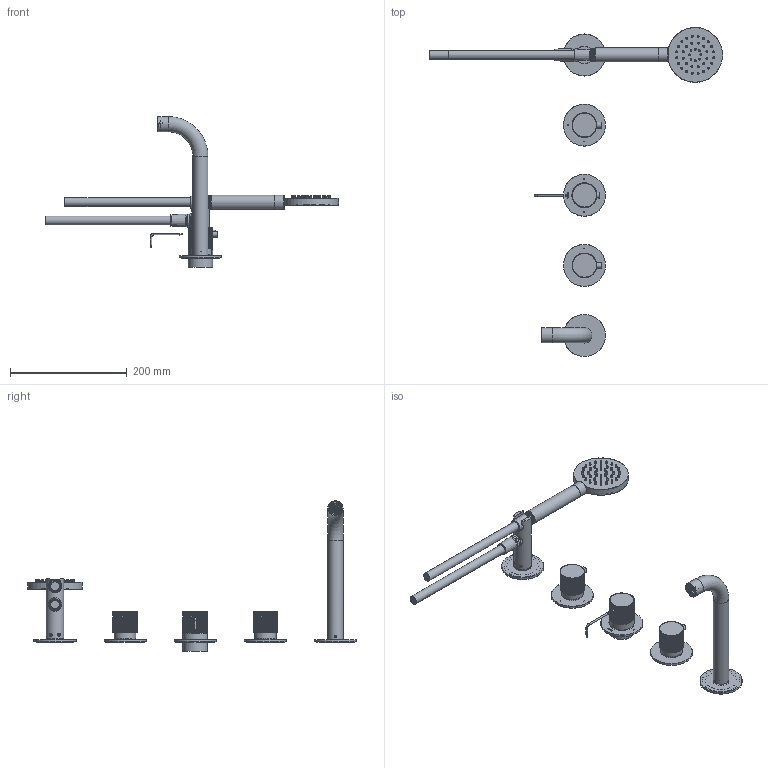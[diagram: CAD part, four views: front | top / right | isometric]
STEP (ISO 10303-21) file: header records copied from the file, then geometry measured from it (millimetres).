
FILE_DESCRIPTION(/* description */ ('Unknown'),/* implementation_level */ '2;1');
FILE_NAME(/* name */ 'GY7072R-00',/* time_stamp */ '2024-11-14T16:55:29+01:00',/* author */ ('Unknown'),/* organization */ ('Unknown'),/* preprocessor_version */ 'ST-DEVELOPER v19.4',/* originating_system */ 'Solid Edge',/* authorisation */ 'Unknown');
FILE_SCHEMA (('AUTOMOTIVE_DESIGN {1 0 10303 214 3 1 1}'));
Length unit declared in the file: millimetre
Products named in the file (40): GY7072REXT-00; CB7098-01; CB7098-02; CB7098-001; CB7501-01; CB7501-07; CB7501-05; CB7501-04; M015-001; M355-00; DOCCIA-D94_2_SW0007; M352-002; CV15-01; M352-002-01; M352-002-02; CB7501-001; supporto_doccietta_23E10755_23E10755; Gruppo raccordo titanico_T1010671; raccordi_uscita_T1010035_T1010035; or 14 x 2_05000055; CB7001-02; CB7001-01; CB7001-03; CB7068-08; CB7068-09; GY7001-001_oa_0; GY7001-01; 100.000.01.10T.70C_10; 100.000.01.10T.70C_11; 100.000.01.10T.70C_12; 100.000.01.10T.70C_13; CB7068-02; GY7068-01; CB7068-03; CB7068-04; CB7068-05; CB7068-06; CB7068-07; CB0768-10; CB0768-11
Assembly tree (55 placements, depth 4):
  GY7072REXT-00
    CB7098-01
    CB7098-02
    CB7098-001
    CB7501-01  x2
    CB7501-07  x2
    CB7501-05
    CB7501-04  x2
    M015-001  x2
    M355-00
      DOCCIA-D94_2_SW0007
      M352-002
        CV15-01
        M352-002-01
        M352-002-02
    CB7501-001
      supporto_doccietta_23E10755_23E10755
      Gruppo raccordo titanico_T1010671
        raccordi_uscita_T1010035_T1010035
        or 14 x 2_05000055
    CB7001-02
    CB7001-01
    CB7001-03
    CB7068-08
    CB7068-09  x3
    GY7001-001_oa_0
      GY7001-01
      100.000.01.10T.70C_10
      100.000.01.10T.70C_11
      100.000.01.10T.70C_12
      100.000.01.10T.70C_13
    CB7068-02  x2
    GY7068-01  x2
    CB7068-03  x2
    CB7068-04  x2
    CB7068-05  x2
    CB7068-06  x2
    CB7068-07  x2
    CB0768-10  x2
    CB0768-11  x2
    M352-002
      CV15-01
      M352-002-01
      M352-002-02
Bounding box: 501.74 x 562.99 x 258.2 mm (x, y, z)
Volume: 478493.2 mm3; surface area: 268142.2 mm2
Topology: 53 solids, 55 shells, 4262 faces, 10014 edges, 5993 vertices
Faces by surface type: plane 1280, cylinder 1258, bspline 1135, cone 452, torus 129, sphere 8
Full cylindrical faces by diameter (mm): 0.7 x40, 2 x1, 2.459 x1, 2.534 x2, 2.838 x2, 3 x2, 3.125 x2, 3.2 x1, 3.242 x1, 4 x41, 4.134 x5, 4.5 x3, 4.865 x2, 5 x53, 5.2 x3, 6.081 x2, 7 x1, 7.5 x3, 9 x1, 9.324 x4, 9.5 x2, 9.932 x2, 9.934 x2, 10 x4, 10.2 x1, 10.5 x2, 12.162 x2, 12.336 x2, 13 x2, 13.5 x2
Entity records: 99708 total; most frequent: CARTESIAN_POINT 34205, ORIENTED_EDGE 12492, DIRECTION 11260, EDGE_CURVE 6246, AXIS2_PLACEMENT_3D 4671, VERTEX_POINT 4013, FACE_BOUND 3687, EDGE_LOOP 3672
